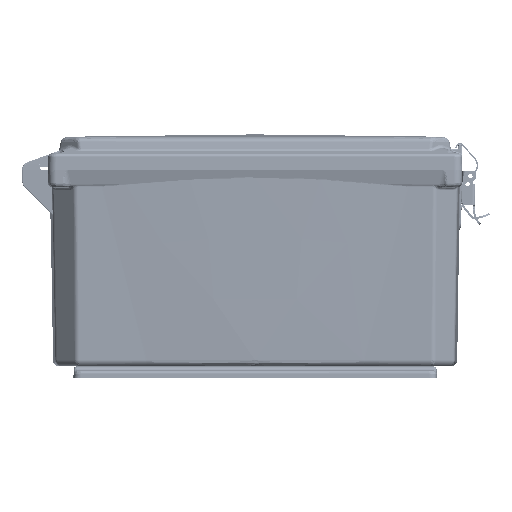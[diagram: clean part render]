
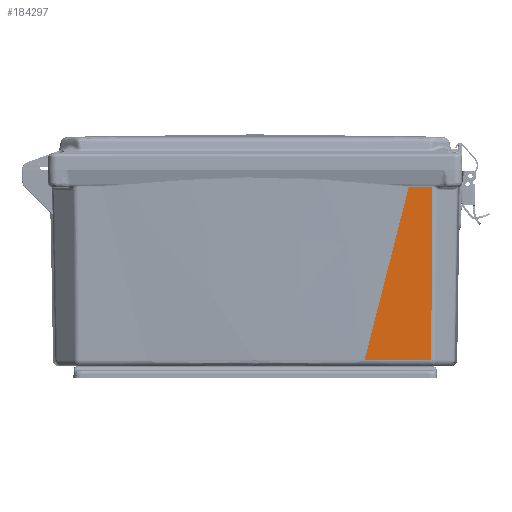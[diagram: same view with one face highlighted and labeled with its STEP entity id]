
A CAD part, front view. The second image highlights one B-rep face of the part: STEP entity #184297.
In plain terms, the highlighted face is planar.
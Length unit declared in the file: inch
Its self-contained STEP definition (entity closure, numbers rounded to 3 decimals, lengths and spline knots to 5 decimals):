
#5209 = VECTOR ( 'NONE', #52979, 39.37008 ) ;
#7558 = DIRECTION ( 'NONE',  ( -0.017, -1., 0. ) ) ;
#8446 = CARTESIAN_POINT ( 'NONE',  ( -5.77332, -7.06423, -5.34143 ) ) ;
#13374 = ORIENTED_EDGE ( 'NONE', *, *, #70416, .T. ) ;
#21100 = CARTESIAN_POINT ( 'NONE',  ( 0., -7.165, 6.74752 ) ) ;
#22292 = CARTESIAN_POINT ( 'NONE',  ( -0.50592, -7.15617, -4.66613 ) ) ;
#28877 = AXIS2_PLACEMENT_3D ( 'NONE', #21100, #7558, #71940 ) ;
#29749 = ORIENTED_EDGE ( 'NONE', *, *, #144046, .T. ) ;
#44288 = DIRECTION ( 'NONE',  ( 0., 0., 1. ) ) ;
#45562 = VECTOR ( 'NONE', #44288, 39.37008 ) ;
#52979 = DIRECTION ( 'NONE',  ( 0., 0., 1. ) ) ;
#53263 = LINE ( 'NONE', #92753, #5209 ) ;
#54003 = CARTESIAN_POINT ( 'NONE',  ( -5.77332, -7.06423, -3.32044 ) ) ;
#59165 = FACE_OUTER_BOUND ( 'NONE', #163087, .T. ) ;
#65779 = DIRECTION ( 'NONE',  ( 1., -0.017, -0.007 ) ) ;
#70416 = EDGE_CURVE ( 'NONE', #171510, #105394, #208391, .T. ) ;
#71940 = DIRECTION ( 'NONE',  ( 1., -0.017, 0. ) ) ;
#84531 = CARTESIAN_POINT ( 'NONE',  ( -2.55774, -7.12035, -4.14121 ) ) ;
#87642 = CARTESIAN_POINT ( 'NONE',  ( -5.77332, -7.06423, -3.32044 ) ) ;
#88681 = LINE ( 'NONE', #155472, #45562 ) ;
#92753 = CARTESIAN_POINT ( 'NONE',  ( -5.77332, -7.06423, 10.7888 ) ) ;
#105394 = VERTEX_POINT ( 'NONE', #135541 ) ;
#115907 = EDGE_CURVE ( 'NONE', #168642, #164233, #153740, .T. ) ;
#134265 = PLANE ( 'NONE',  #28877 ) ;
#135541 = CARTESIAN_POINT ( 'NONE',  ( -0.50592, -7.15617, -5.37952 ) ) ;
#144046 = EDGE_CURVE ( 'NONE', #105394, #168642, #88681, .T. ) ;
#144721 = ORIENTED_EDGE ( 'NONE', *, *, #115907, .T. ) ;
#151043 = CARTESIAN_POINT ( 'NONE',  ( -4.31354, -7.08971, -3.69265 ) ) ;
#153740 = B_SPLINE_CURVE_WITH_KNOTS ( 'NONE', 3,
 ( #200466, #84531, #151043, #54003 ),
 .UNSPECIFIED., .F., .F.,
 ( 4, 4 ),
 ( 0., 1. ),
 .UNSPECIFIED. ) ;
#155472 = CARTESIAN_POINT ( 'NONE',  ( -0.50592, -7.15617, 6.74752 ) ) ;
#162801 = CARTESIAN_POINT ( 'NONE',  ( -5.77332, -7.06423, -5.34143 ) ) ;
#163087 = EDGE_LOOP ( 'NONE', ( #13374, #29749, #144721, #185183 ) ) ;
#164027 = EDGE_CURVE ( 'NONE', #171510, #164233, #53263, .T. ) ;
#164233 = VERTEX_POINT ( 'NONE', #87642 ) ;
#168642 = VERTEX_POINT ( 'NONE', #22292 ) ;
#171510 = VERTEX_POINT ( 'NONE', #8446 ) ;
#184297 = ADVANCED_FACE ( 'NONE', ( #59165 ), #134265, .T. ) ;
#185183 = ORIENTED_EDGE ( 'NONE', *, *, #164027, .F. ) ;
#200466 = CARTESIAN_POINT ( 'NONE',  ( -0.50592, -7.15617, -4.66613 ) ) ;
#203286 = VECTOR ( 'NONE', #65779, 39.37008 ) ;
#208391 = LINE ( 'NONE', #162801, #203286 ) ;
